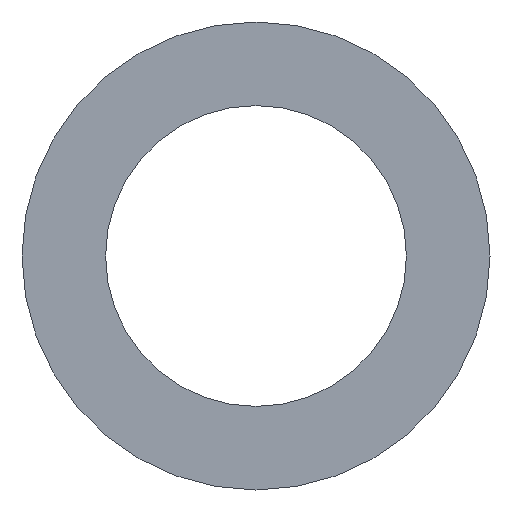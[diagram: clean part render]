
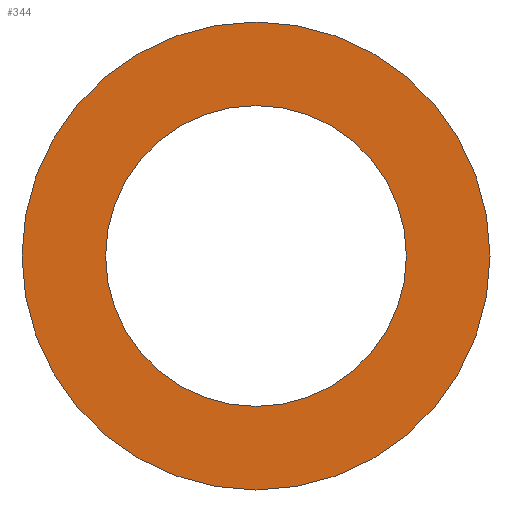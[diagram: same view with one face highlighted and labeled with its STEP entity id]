
A CAD part, front view. The second image highlights one B-rep face of the part: STEP entity #344.
In plain terms, the highlighted planar face has unit normal (0, -1, 0).
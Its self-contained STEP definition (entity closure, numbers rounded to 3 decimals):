
#1=CARTESIAN_POINT('',(0.,0.,0.));
#2=DIRECTION('',(0.,-1.,0.));
#3=DIRECTION('',(-1.,0.,0.));
#4=AXIS2_PLACEMENT_3D('',#1,#2,#3);
#10=CARTESIAN_POINT('',(0.,0.,0.));
#11=DIRECTION('',(0.,1.,0.));
#12=DIRECTION('',(-1.,0.,0.));
#13=AXIS2_PLACEMENT_3D('',#10,#11,#12);
#19=CARTESIAN_POINT('',(0.,0.,0.));
#20=DIRECTION('',(0.,-1.,0.));
#21=DIRECTION('',(-1.,0.,0.));
#22=AXIS2_PLACEMENT_3D('',#19,#20,#21);
#24=CARTESIAN_POINT('',(0.,0.,0.));
#25=DIRECTION('',(0.,1.,0.));
#26=DIRECTION('',(-1.,0.,0.));
#27=AXIS2_PLACEMENT_3D('',#24,#25,#26);
#239=CARTESIAN_POINT('',(-9.,0.,0.));
#241=VERTEX_POINT('',#239);
#250=CARTESIAN_POINT('',(-14.,0.,0.));
#252=VERTEX_POINT('',#250);
#253=CARTESIAN_POINT('',(9.,0.,0.));
#255=VERTEX_POINT('',#253);
#264=CARTESIAN_POINT('',(14.,0.,0.));
#266=VERTEX_POINT('',#264);
#329=CARTESIAN_POINT('',(0.,0.,0.));
#330=DIRECTION('',(0.,-1.,0.));
#331=DIRECTION('',(-1.,0.,0.));
#332=AXIS2_PLACEMENT_3D('',#329,#330,#331);
#333=PLANE('',#332);
#335=ORIENTED_EDGE('',*,*,#334,.F.);
#337=ORIENTED_EDGE('',*,*,#336,.T.);
#338=EDGE_LOOP('',(#335,#337));
#339=FACE_OUTER_BOUND('',#338,.F.);
#340=ORIENTED_EDGE('',*,*,#321,.F.);
#341=ORIENTED_EDGE('',*,*,#310,.T.);
#342=EDGE_LOOP('',(#340,#341));
#343=FACE_BOUND('',#342,.F.);
#344=ADVANCED_FACE('',(#339,#343),#333,.T.);
#5=CIRCLE('',#4,9.);
#14=CIRCLE('',#13,9.);
#23=CIRCLE('',#22,14.);
#28=CIRCLE('',#27,14.);
#310=EDGE_CURVE('',#241,#255,#5,.T.);
#321=EDGE_CURVE('',#241,#255,#14,.T.);
#334=EDGE_CURVE('',#252,#266,#23,.T.);
#336=EDGE_CURVE('',#252,#266,#28,.T.);
